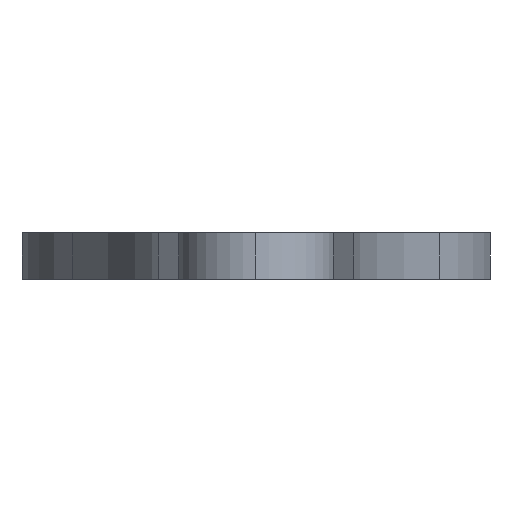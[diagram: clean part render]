
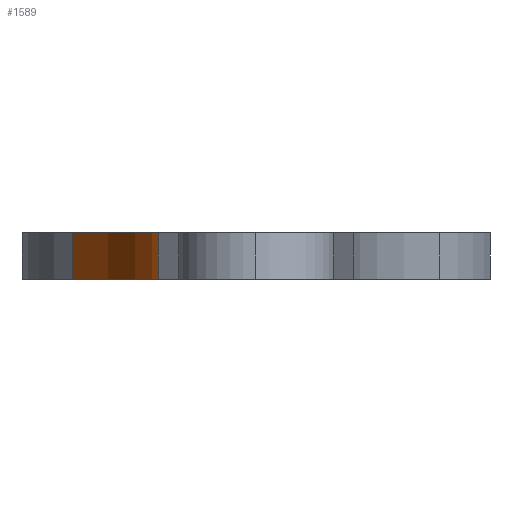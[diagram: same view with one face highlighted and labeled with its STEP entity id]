
A CAD part, left-side view. The second image highlights one B-rep face of the part: STEP entity #1589.
In plain terms, the highlighted cylindrical face has radius 50 mm (diameter 100 mm), a partial arc.
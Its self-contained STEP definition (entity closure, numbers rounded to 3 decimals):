
#74 = VERTEX_POINT ( 'NONE', #1584 ) ;
#116 = CARTESIAN_POINT ( 'NONE',  ( 132.681, 12.51, 3. ) ) ;
#117 = VECTOR ( 'NONE', #133, 1000. ) ;
#133 = DIRECTION ( 'NONE',  ( 0., 0., -1. ) ) ;
#163 = AXIS2_PLACEMENT_3D ( 'NONE', #807, #1751, #954 ) ;
#239 = CIRCLE ( 'NONE', #712, 50. ) ;
#293 = CARTESIAN_POINT ( 'NONE',  ( 131.659, 62.5, 6. ) ) ;
#380 = CARTESIAN_POINT ( 'NONE',  ( 132.681, 12.51, 0. ) ) ;
#385 = ORIENTED_EDGE ( 'NONE', *, *, #1447, .T. ) ;
#482 = CARTESIAN_POINT ( 'NONE',  ( 131.659, 62.5, 6. ) ) ;
#530 = CIRCLE ( 'NONE', #163, 50. ) ;
#552 = DIRECTION ( 'NONE',  ( -1., 0., 0. ) ) ;
#620 = CARTESIAN_POINT ( 'NONE',  ( 132.681, 12.51, 6. ) ) ;
#621 = DIRECTION ( 'NONE',  ( -1., 0., 0. ) ) ;
#645 = FACE_OUTER_BOUND ( 'NONE', #650, .T. ) ;
#647 = EDGE_CURVE ( 'NONE', #774, #1424, #1024, .T. ) ;
#650 = EDGE_LOOP ( 'NONE', ( #1237, #1056, #385, #1619 ) ) ;
#712 = AXIS2_PLACEMENT_3D ( 'NONE', #482, #1441, #621 ) ;
#774 = VERTEX_POINT ( 'NONE', #620 ) ;
#807 = CARTESIAN_POINT ( 'NONE',  ( 131.659, 62.5, 0. ) ) ;
#890 = VERTEX_POINT ( 'NONE', #1040 ) ;
#896 = AXIS2_PLACEMENT_3D ( 'NONE', #293, #1385, #552 ) ;
#913 = EDGE_CURVE ( 'NONE', #74, #774, #239, .T. ) ;
#945 = DIRECTION ( 'NONE',  ( 0., 0., -1. ) ) ;
#954 = DIRECTION ( 'NONE',  ( -1., 0., 0. ) ) ;
#983 = CYLINDRICAL_SURFACE ( 'NONE', #896, 50. ) ;
#1024 = LINE ( 'NONE', #116, #1341 ) ;
#1040 = CARTESIAN_POINT ( 'NONE',  ( 163.021, 23.559, 0. ) ) ;
#1056 = ORIENTED_EDGE ( 'NONE', *, *, #1691, .T. ) ;
#1206 = LINE ( 'NONE', #1486, #117 ) ;
#1237 = ORIENTED_EDGE ( 'NONE', *, *, #913, .F. ) ;
#1341 = VECTOR ( 'NONE', #945, 1000. ) ;
#1385 = DIRECTION ( 'NONE',  ( 0., 0., -1. ) ) ;
#1424 = VERTEX_POINT ( 'NONE', #380 ) ;
#1441 = DIRECTION ( 'NONE',  ( 0., 0., -1. ) ) ;
#1447 = EDGE_CURVE ( 'NONE', #890, #1424, #530, .T. ) ;
#1486 = CARTESIAN_POINT ( 'NONE',  ( 163.021, 23.559, 3. ) ) ;
#1584 = CARTESIAN_POINT ( 'NONE',  ( 163.021, 23.559, 6. ) ) ;
#1589 = ADVANCED_FACE ( 'NONE', ( #645 ), #983, .F. ) ;
#1619 = ORIENTED_EDGE ( 'NONE', *, *, #647, .F. ) ;
#1691 = EDGE_CURVE ( 'NONE', #74, #890, #1206, .T. ) ;
#1751 = DIRECTION ( 'NONE',  ( 0., 0., -1. ) ) ;
